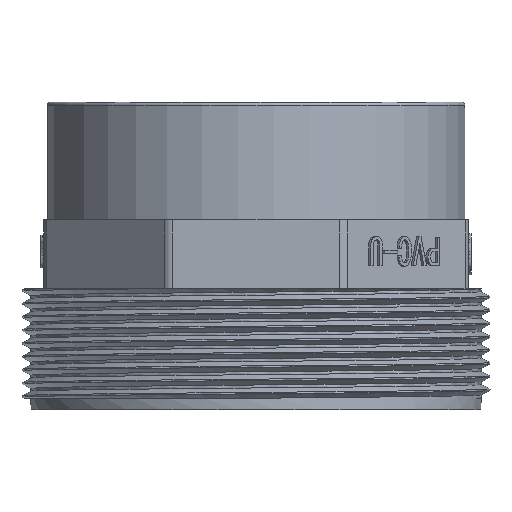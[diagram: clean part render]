
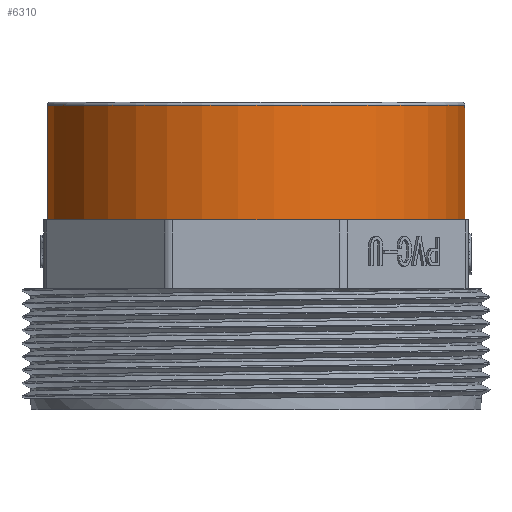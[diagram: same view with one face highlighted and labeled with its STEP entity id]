
A CAD part, front view. The second image highlights one B-rep face of the part: STEP entity #6310.
In plain terms, the highlighted cylindrical face has radius 36.5 mm (diameter 73 mm), a full revolution.
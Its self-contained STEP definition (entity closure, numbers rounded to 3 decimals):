
#460=FACE_OUTER_BOUND('',#848,.T.);
#848=EDGE_LOOP('',(#4704,#4705,#4706,#4707,#4708));
#1200=CIRCLE('',#6738,36.5);
#1201=CIRCLE('',#6739,36.5);
#1202=CIRCLE('',#6740,36.5);
#1675=LINE('',#27638,#2271);
#2271=VECTOR('',#7407,36.5);
#3022=VERTEX_POINT('',#27633);
#3023=VERTEX_POINT('',#27634);
#3024=VERTEX_POINT('',#27637);
#3701=EDGE_CURVE('',#3022,#3023,#1200,.T.);
#3702=EDGE_CURVE('',#3023,#3022,#1201,.T.);
#3703=EDGE_CURVE('',#3022,#3024,#1675,.T.);
#3704=EDGE_CURVE('',#3024,#3024,#1202,.T.);
#4704=ORIENTED_EDGE('',*,*,#3701,.T.);
#4705=ORIENTED_EDGE('',*,*,#3702,.T.);
#4706=ORIENTED_EDGE('',*,*,#3703,.T.);
#4707=ORIENTED_EDGE('',*,*,#3704,.T.);
#4708=ORIENTED_EDGE('',*,*,#3703,.F.);
#6242=CYLINDRICAL_SURFACE('',#6737,36.5);
#6310=ADVANCED_FACE('',(#460),#6242,.T.);
#6737=AXIS2_PLACEMENT_3D('',#27632,#7401,#7402);
#6738=AXIS2_PLACEMENT_3D('',#27635,#7403,#7404);
#6739=AXIS2_PLACEMENT_3D('',#27636,#7405,#7406);
#6740=AXIS2_PLACEMENT_3D('',#27639,#7408,#7409);
#7401=DIRECTION('center_axis',(0.,0.,1.));
#7402=DIRECTION('ref_axis',(-0.707,0.707,0.));
#7403=DIRECTION('center_axis',(0.,0.,-1.));
#7404=DIRECTION('ref_axis',(0.707,-0.707,0.));
#7405=DIRECTION('center_axis',(0.,0.,-1.));
#7406=DIRECTION('ref_axis',(0.707,-0.707,0.));
#7407=DIRECTION('',(0.,0.,-1.));
#7408=DIRECTION('center_axis',(0.,0.,1.));
#7409=DIRECTION('ref_axis',(0.707,0.707,0.));
#27632=CARTESIAN_POINT('Origin',(0.,0.,
-15.4));
#27633=CARTESIAN_POINT('',(25.809,-25.809,53.1));
#27634=CARTESIAN_POINT('',(-25.809,25.809,53.1));
#27635=CARTESIAN_POINT('Origin',(0.,0.,
53.1));
#27636=CARTESIAN_POINT('Origin',(0.,0.,
53.1));
#27637=CARTESIAN_POINT('',(25.809,-25.809,33.1));
#27638=CARTESIAN_POINT('',(25.809,-25.809,-15.4));
#27639=CARTESIAN_POINT('Origin',(0.,0.,
33.1));
